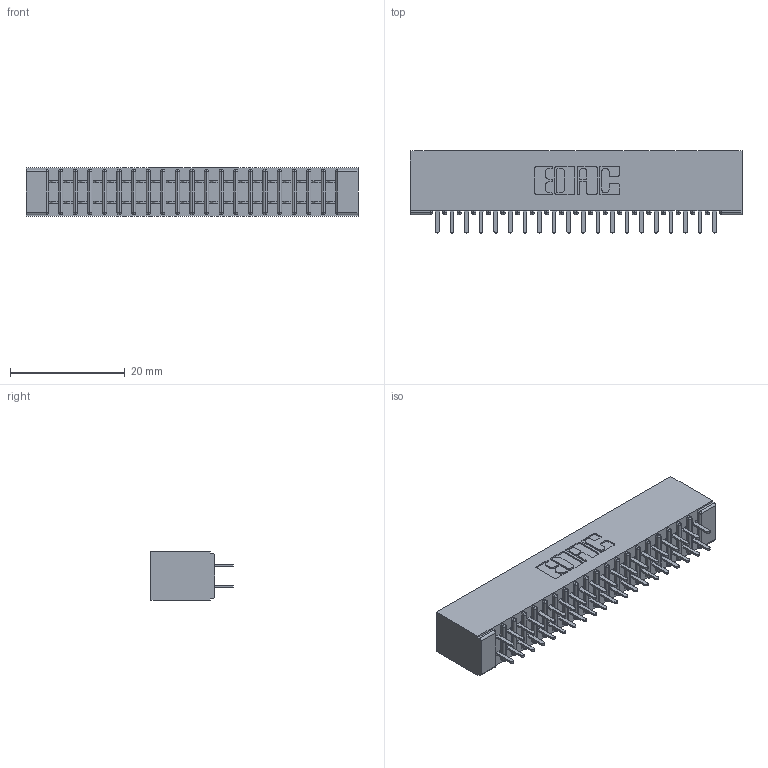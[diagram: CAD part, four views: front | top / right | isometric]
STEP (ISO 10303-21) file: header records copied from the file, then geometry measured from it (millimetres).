
FILE_DESCRIPTION (( 'STEP AP203' ), '1' );
FILE_NAME ('341-040-520-201.STEP', '2018-08-07T00:14:44', ( '' ), ( '' ), 'SwSTEP 2.0', 'SolidWorks 2016', '' );
FILE_SCHEMA (( 'CONFIG_CONTROL_DESIGN' ));
Length unit declared in the file: inch
Products named in the file (3): 341-292-001_341-292-120; 341-040-520-201; 341 Part_No Mounting Lugs
Assembly tree (41 placements, depth 2):
  341-040-520-201
    341 Part_No Mounting Lugs
    341-292-001_341-292-120  x40
Bounding box: 57.78 x 14.27 x 8.38 mm (x, y, z)
Volume: 3425.6 mm3; surface area: 7649.7 mm2
Topology: 41 solids, 41 shells, 2748 faces, 7952 edges, 5150 vertices
Faces by surface type: plane 1664, cylinder 1004, sphere 42, torus 38
Entity records: 26857 total; most frequent: CARTESIAN_POINT 4464, ORIENTED_EDGE 4432, DIRECTION 4346, EDGE_CURVE 2216, LINE 1770, VECTOR 1770, VERTEX_POINT 1406, AXIS2_PLACEMENT_3D 1288
